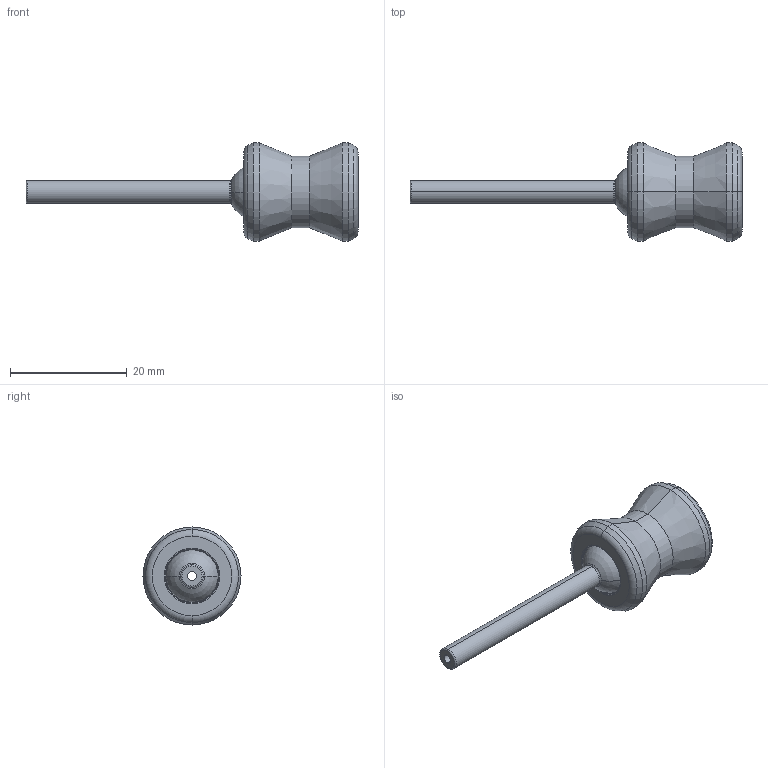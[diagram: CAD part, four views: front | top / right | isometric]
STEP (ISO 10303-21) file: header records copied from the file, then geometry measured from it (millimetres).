
FILE_DESCRIPTION (( 'STEP AP214' ), '1' );
FILE_NAME ('ProStream.062X1.250.STEP', '2019-10-30T21:11:38', ( '' ), ( '' ), 'SwSTEP 2.0', 'SolidWorks 2019', '' );
FILE_SCHEMA (( 'AUTOMOTIVE_DESIGN' ));
Length unit declared in the file: inch
Products named in the file (4): ProStreamNozzle.062X1.250-1.STEP; ProStream.062X1.250; ProStreamDoubleSocket-1.STEP; ProStream.062X1.250.STEP
Assembly tree (3 placements, depth 3):
  ProStream.062X1.250
    ProStream.062X1.250.STEP
      ProStreamDoubleSocket-1.STEP
      ProStreamNozzle.062X1.250-1.STEP
Bounding box: 56.77 x 16.76 x 16.76 mm (x, y, z)
Volume: 2497 mm3; surface area: 2698.9 mm2
Topology: 2 solids, 2 shells, 67 faces, 142 edges, 80 vertices
Faces by surface type: torus 20, cylinder 16, cone 14, sphere 12, plane 5
Entity records: 1976 total; most frequent: DIRECTION 402, CARTESIAN_POINT 296, ORIENTED_EDGE 284, AXIS2_PLACEMENT_3D 186, EDGE_CURVE 142, CIRCLE 112, VERTEX_POINT 80, EDGE_LOOP 72
